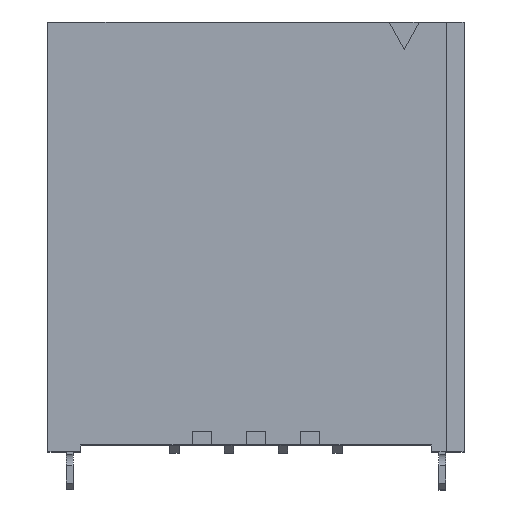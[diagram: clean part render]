
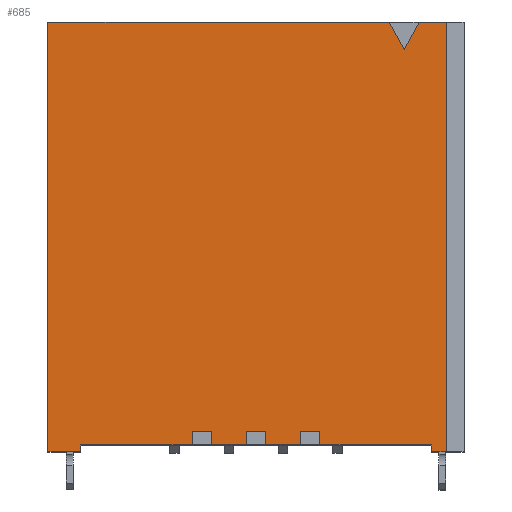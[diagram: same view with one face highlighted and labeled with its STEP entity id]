
A CAD part, top view. The second image highlights one B-rep face of the part: STEP entity #685.
In plain terms, the highlighted planar face has unit normal (0, 0, 1).
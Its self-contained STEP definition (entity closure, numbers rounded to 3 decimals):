
#685 = ADVANCED_FACE( '', ( #1421 ), #1422, .F. );
#1421 = FACE_OUTER_BOUND( '', #2199, .T. );
#1422 = PLANE( '', #2200 );
#2199 = EDGE_LOOP( '', ( #4177, #4178, #4179, #4180, #4181, #4182, #4183, #4184, #4185, #4186, #4187, #4188, #4189, #4190, #4191, #4192, #4193, #4194, #4195, #4196, #4197, #4198, #4199 ) );
#2200 = AXIS2_PLACEMENT_3D( '', #4200, #4201, #4202 );
#4177 = ORIENTED_EDGE( '', *, *, #5091, .F. );
#4178 = ORIENTED_EDGE( '', *, *, #5278, .F. );
#4179 = ORIENTED_EDGE( '', *, *, #5596, .F. );
#4180 = ORIENTED_EDGE( '', *, *, #5597, .T. );
#4181 = ORIENTED_EDGE( '', *, *, #5476, .T. );
#4182 = ORIENTED_EDGE( '', *, *, #5464, .F. );
#4183 = ORIENTED_EDGE( '', *, *, #5400, .T. );
#4184 = ORIENTED_EDGE( '', *, *, #5334, .F. );
#4185 = ORIENTED_EDGE( '', *, *, #5328, .F. );
#4186 = ORIENTED_EDGE( '', *, *, #5497, .F. );
#4187 = ORIENTED_EDGE( '', *, *, #5397, .T. );
#4188 = ORIENTED_EDGE( '', *, *, #5110, .F. );
#4189 = ORIENTED_EDGE( '', *, *, #5243, .F. );
#4190 = ORIENTED_EDGE( '', *, *, #4865, .F. );
#4191 = ORIENTED_EDGE( '', *, *, #5396, .T. );
#4192 = ORIENTED_EDGE( '', *, *, #5415, .F. );
#4193 = ORIENTED_EDGE( '', *, *, #5598, .F. );
#4194 = ORIENTED_EDGE( '', *, *, #5543, .F. );
#4195 = ORIENTED_EDGE( '', *, *, #5393, .T. );
#4196 = ORIENTED_EDGE( '', *, *, #5484, .T. );
#4197 = ORIENTED_EDGE( '', *, *, #5004, .T. );
#4198 = ORIENTED_EDGE( '', *, *, #5471, .F. );
#4199 = ORIENTED_EDGE( '', *, *, #5599, .F. );
#4200 = CARTESIAN_POINT( '', ( -7.65, 15.8, 3.8 ) );
#4201 = DIRECTION( '', ( 0., 0., -1. ) );
#4202 = DIRECTION( '', ( -1., 0., 0. ) );
#4865 = EDGE_CURVE( '', #5901, #5902, #5903, .T. );
#5004 = EDGE_CURVE( '', #6130, #6137, #6139, .T. );
#5091 = EDGE_CURVE( '', #6283, #6284, #6285, .T. );
#5110 = EDGE_CURVE( '', #6311, #6313, #6314, .T. );
#5243 = EDGE_CURVE( '', #5902, #6311, #6514, .T. );
#5278 = EDGE_CURVE( '', #6567, #6283, #6568, .T. );
#5328 = EDGE_CURVE( '', #6636, #6637, #6638, .T. );
#5334 = EDGE_CURVE( '', #6637, #6647, #6648, .T. );
#5393 = EDGE_CURVE( '', #6738, #6736, #6739, .T. );
#5396 = EDGE_CURVE( '', #5901, #6741, #6743, .T. );
#5397 = EDGE_CURVE( '', #6744, #6313, #6745, .T. );
#5400 = EDGE_CURVE( '', #6749, #6647, #6750, .T. );
#5415 = EDGE_CURVE( '', #6768, #6741, #6770, .T. );
#5464 = EDGE_CURVE( '', #6749, #6834, #6837, .T. );
#5471 = EDGE_CURVE( '', #6843, #6137, #6845, .T. );
#5476 = EDGE_CURVE( '', #6851, #6834, #6852, .T. );
#5484 = EDGE_CURVE( '', #6736, #6130, #6864, .T. );
#5497 = EDGE_CURVE( '', #6744, #6636, #6879, .T. );
#5543 = EDGE_CURVE( '', #6738, #6928, #6929, .T. );
#5596 = EDGE_CURVE( '', #6992, #6567, #6993, .T. );
#5597 = EDGE_CURVE( '', #6992, #6851, #6994, .T. );
#5598 = EDGE_CURVE( '', #6928, #6768, #6995, .T. );
#5599 = EDGE_CURVE( '', #6284, #6843, #6996, .T. );
#5901 = VERTEX_POINT( '', #7398 );
#5902 = VERTEX_POINT( '', #7399 );
#5903 = LINE( '', #7400, #7401 );
#6130 = VERTEX_POINT( '', #7733 );
#6137 = VERTEX_POINT( '', #7743 );
#6139 = LINE( '', #7746, #7747 );
#6283 = VERTEX_POINT( '', #7958 );
#6284 = VERTEX_POINT( '', #7959 );
#6285 = LINE( '', #7960, #7961 );
#6311 = VERTEX_POINT( '', #8000 );
#6313 = VERTEX_POINT( '', #8003 );
#6314 = LINE( '', #8004, #8005 );
#6514 = LINE( '', #8307, #8308 );
#6567 = VERTEX_POINT( '', #8387 );
#6568 = LINE( '', #8388, #8389 );
#6636 = VERTEX_POINT( '', #8492 );
#6637 = VERTEX_POINT( '', #8493 );
#6638 = LINE( '', #8494, #8495 );
#6647 = VERTEX_POINT( '', #8508 );
#6648 = LINE( '', #8509, #8510 );
#6736 = VERTEX_POINT( '', #8648 );
#6738 = VERTEX_POINT( '', #8651 );
#6739 = LINE( '', #8652, #8653 );
#6741 = VERTEX_POINT( '', #8656 );
#6743 = LINE( '', #8659, #8660 );
#6744 = VERTEX_POINT( '', #8661 );
#6745 = LINE( '', #8662, #8663 );
#6749 = VERTEX_POINT( '', #8669 );
#6750 = LINE( '', #8670, #8671 );
#6768 = VERTEX_POINT( '', #8698 );
#6770 = LINE( '', #8701, #8702 );
#6834 = VERTEX_POINT( '', #8798 );
#6837 = LINE( '', #8803, #8804 );
#6843 = VERTEX_POINT( '', #8812 );
#6845 = LINE( '', #8815, #8816 );
#6851 = VERTEX_POINT( '', #8824 );
#6852 = LINE( '', #8825, #8826 );
#6864 = LINE( '', #8843, #8844 );
#6879 = LINE( '', #8866, #8867 );
#6928 = VERTEX_POINT( '', #8941 );
#6929 = LINE( '', #8942, #8943 );
#6992 = VERTEX_POINT( '', #9037 );
#6993 = LINE( '', #9038, #9039 );
#6994 = LINE( '', #9040, #9041 );
#6995 = LINE( '', #9042, #9043 );
#6996 = LINE( '', #9044, #9045 );
#7398 = CARTESIAN_POINT( '', ( 0.35, 0.25, 3.8 ) );
#7399 = CARTESIAN_POINT( '', ( 0.35, 0.75, 3.8 ) );
#7400 = CARTESIAN_POINT( '', ( 0.35, -1.25, 3.8 ) );
#7401 = VECTOR( '', #9288, 1000. );
#7733 = CARTESIAN_POINT( '', ( 6.45, 0., 3.8 ) );
#7743 = CARTESIAN_POINT( '', ( 7., 0., 3.8 ) );
#7746 = CARTESIAN_POINT( '', ( -7.65, 0., 3.8 ) );
#7747 = VECTOR( '', #9404, 1000. );
#7958 = CARTESIAN_POINT( '', ( 5.45, 14.8, 3.8 ) );
#7959 = CARTESIAN_POINT( '', ( 6., 15.8, 3.8 ) );
#7960 = CARTESIAN_POINT( '', ( 5.45, 14.8, 3.8 ) );
#7961 = VECTOR( '', #9484, 1000. );
#8000 = CARTESIAN_POINT( '', ( -0.35, 0.75, 3.8 ) );
#8003 = CARTESIAN_POINT( '', ( -0.35, 0.25, 3.8 ) );
#8004 = CARTESIAN_POINT( '', ( -0.35, 0.75, 3.8 ) );
#8005 = VECTOR( '', #9499, 1000. );
#8307 = CARTESIAN_POINT( '', ( 0.35, 0.75, 3.8 ) );
#8308 = VECTOR( '', #9614, 1000. );
#8387 = CARTESIAN_POINT( '', ( 4.9, 15.8, 3.8 ) );
#8388 = CARTESIAN_POINT( '', ( 4.9, 15.8, 3.8 ) );
#8389 = VECTOR( '', #9641, 1000. );
#8492 = CARTESIAN_POINT( '', ( -1.65, 0.75, 3.8 ) );
#8493 = CARTESIAN_POINT( '', ( -2.35, 0.75, 3.8 ) );
#8494 = CARTESIAN_POINT( '', ( -1.65, 0.75, 3.8 ) );
#8495 = VECTOR( '', #9677, 1000. );
#8508 = CARTESIAN_POINT( '', ( -2.35, 0.25, 3.8 ) );
#8509 = CARTESIAN_POINT( '', ( -2.35, 0.75, 3.8 ) );
#8510 = VECTOR( '', #9682, 1000. );
#8648 = CARTESIAN_POINT( '', ( 6.45, 0.25, 3.8 ) );
#8651 = CARTESIAN_POINT( '', ( 2.35, 0.25, 3.8 ) );
#8652 = CARTESIAN_POINT( '', ( -6.45, 0.25, 3.8 ) );
#8653 = VECTOR( '', #9734, 1000. );
#8656 = CARTESIAN_POINT( '', ( 1.65, 0.25, 3.8 ) );
#8659 = CARTESIAN_POINT( '', ( -6.45, 0.25, 3.8 ) );
#8660 = VECTOR( '', #9737, 1000. );
#8661 = CARTESIAN_POINT( '', ( -1.65, 0.25, 3.8 ) );
#8662 = CARTESIAN_POINT( '', ( -6.45, 0.25, 3.8 ) );
#8663 = VECTOR( '', #9738, 1000. );
#8669 = CARTESIAN_POINT( '', ( -6.45, 0.25, 3.8 ) );
#8670 = CARTESIAN_POINT( '', ( -6.45, 0.25, 3.8 ) );
#8671 = VECTOR( '', #9741, 1000. );
#8698 = CARTESIAN_POINT( '', ( 1.65, 0.75, 3.8 ) );
#8701 = CARTESIAN_POINT( '', ( 1.65, 0.75, 3.8 ) );
#8702 = VECTOR( '', #9752, 1000. );
#8798 = CARTESIAN_POINT( '', ( -6.45, 0., 3.8 ) );
#8803 = CARTESIAN_POINT( '', ( -6.45, 0.25, 3.8 ) );
#8804 = VECTOR( '', #9787, 1000. );
#8812 = CARTESIAN_POINT( '', ( 7., 15.8, 3.8 ) );
#8815 = CARTESIAN_POINT( '', ( 7., 15.8, 3.8 ) );
#8816 = VECTOR( '', #9791, 1000. );
#8824 = CARTESIAN_POINT( '', ( -7.65, 0., 3.8 ) );
#8825 = CARTESIAN_POINT( '', ( -7.65, 0., 3.8 ) );
#8826 = VECTOR( '', #9794, 1000. );
#8843 = CARTESIAN_POINT( '', ( 6.45, 0.25, 3.8 ) );
#8844 = VECTOR( '', #9800, 1000. );
#8866 = CARTESIAN_POINT( '', ( -1.65, -1.25, 3.8 ) );
#8867 = VECTOR( '', #9808, 1000. );
#8941 = CARTESIAN_POINT( '', ( 2.35, 0.75, 3.8 ) );
#8942 = CARTESIAN_POINT( '', ( 2.35, -1.25, 3.8 ) );
#8943 = VECTOR( '', #9834, 1000. );
#9037 = CARTESIAN_POINT( '', ( -7.65, 15.8, 3.8 ) );
#9038 = CARTESIAN_POINT( '', ( -7.65, 15.8, 3.8 ) );
#9039 = VECTOR( '', #9869, 1000. );
#9040 = CARTESIAN_POINT( '', ( -7.65, 15.8, 3.8 ) );
#9041 = VECTOR( '', #9870, 1000. );
#9042 = CARTESIAN_POINT( '', ( 2.35, 0.75, 3.8 ) );
#9043 = VECTOR( '', #9871, 1000. );
#9044 = CARTESIAN_POINT( '', ( -7.65, 15.8, 3.8 ) );
#9045 = VECTOR( '', #9872, 1000. );
#9288 = DIRECTION( '', ( 0., 1., 0. ) );
#9404 = DIRECTION( '', ( 1., 0., 0. ) );
#9484 = DIRECTION( '', ( 0.482, 0.876, 0. ) );
#9499 = DIRECTION( '', ( 0., -1., 0. ) );
#9614 = DIRECTION( '', ( -1., 0., 0. ) );
#9641 = DIRECTION( '', ( 0.482, -0.876, 0. ) );
#9677 = DIRECTION( '', ( -1., 0., 0. ) );
#9682 = DIRECTION( '', ( 0., -1., 0. ) );
#9734 = DIRECTION( '', ( 1., 0., 0. ) );
#9737 = DIRECTION( '', ( 1., 0., 0. ) );
#9738 = DIRECTION( '', ( 1., 0., 0. ) );
#9741 = DIRECTION( '', ( 1., 0., 0. ) );
#9752 = DIRECTION( '', ( 0., -1., 0. ) );
#9787 = DIRECTION( '', ( 0., -1., 0. ) );
#9791 = DIRECTION( '', ( 0., -1., 0. ) );
#9794 = DIRECTION( '', ( 1., 0., 0. ) );
#9800 = DIRECTION( '', ( 0., -1., 0. ) );
#9808 = DIRECTION( '', ( 0., 1., 0. ) );
#9834 = DIRECTION( '', ( 0., 1., 0. ) );
#9869 = DIRECTION( '', ( 1., 0., 0. ) );
#9870 = DIRECTION( '', ( 0., -1., 0. ) );
#9871 = DIRECTION( '', ( -1., 0., 0. ) );
#9872 = DIRECTION( '', ( 1., 0., 0. ) );
